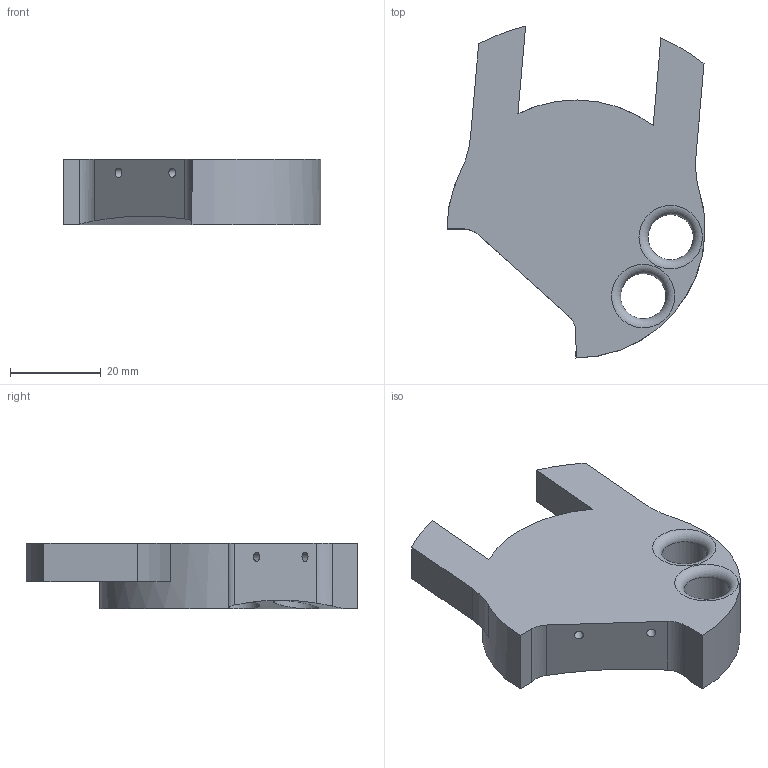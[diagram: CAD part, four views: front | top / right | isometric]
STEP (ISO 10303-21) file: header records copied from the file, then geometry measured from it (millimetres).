
FILE_DESCRIPTION(/* description */ ('Unknown'),/* implementation_level */ '2;1');
FILE_NAME(/* name */ 'Bernhardt_BM_Messeinsatz_EX26APN',/* time_stamp */ '2023-04-29T10:57:30+02:00',/* author */ ('Unknown'),/* organization */ ('Unknown'),/* preprocessor_version */ 'ST-DEVELOPER v16.7',/* originating_system */ 'Solid Edge',/* authorisation */ 'Unknown');
FILE_SCHEMA (('AUTOMOTIVE_DESIGN {1 0 10303 214 3 1 1}'));
Length unit declared in the file: millimetre
Products named in the file (1): Bernhardt_BM_Messeinsatz_EX26APN
Bounding box: 57 x 73.34 x 14.5 mm (x, y, z)
Volume: 29806.4 mm3; surface area: 9068.2 mm2
Topology: 1 solids, 1 shells, 27 faces, 76 edges, 50 vertices
Faces by surface type: plane 13, cylinder 11, torus 2, sphere 1
Full cylindrical faces by diameter (mm): 2 x2, 10 x2
Entity records: 871 total; most frequent: CARTESIAN_POINT 165, DIRECTION 149, ORIENTED_EDGE 130, EDGE_CURVE 65, AXIS2_PLACEMENT_3D 60, VERTEX_POINT 46, EDGE_LOOP 37, FACE_BOUND 37
